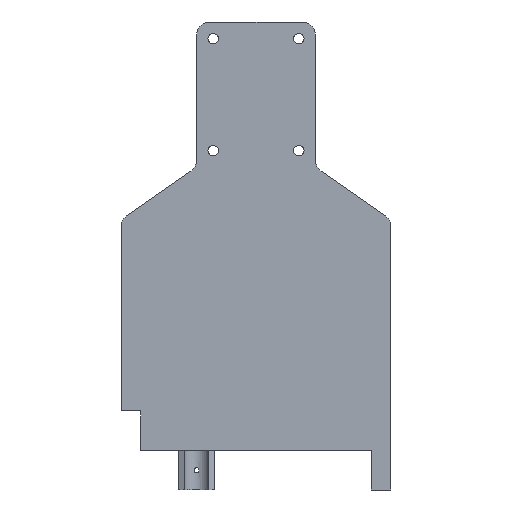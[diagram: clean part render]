
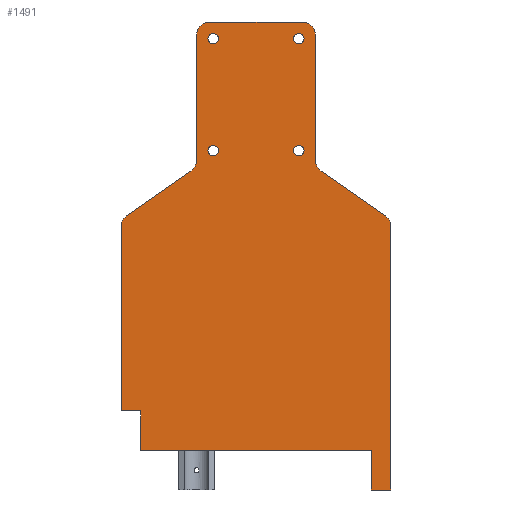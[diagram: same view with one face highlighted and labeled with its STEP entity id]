
A CAD part, front view. The second image highlights one B-rep face of the part: STEP entity #1491.
In plain terms, the highlighted planar face has unit normal (0, -1, 0).
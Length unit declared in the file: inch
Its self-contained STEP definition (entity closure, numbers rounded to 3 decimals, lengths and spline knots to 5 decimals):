
#41=PLANE('',#1638);
#79=FACE_BOUND('',#227,.T.);
#80=FACE_BOUND('',#228,.T.);
#81=FACE_BOUND('',#229,.T.);
#82=FACE_BOUND('',#230,.T.);
#137=FACE_OUTER_BOUND('',#226,.T.);
#226=EDGE_LOOP('',(#1206,#1207,#1208,#1209,#1210,#1211,#1212,#1213,#1214,
#1215,#1216,#1217,#1218,#1219,#1220,#1221,#1222,#1223));
#227=EDGE_LOOP('',(#1224));
#228=EDGE_LOOP('',(#1225));
#229=EDGE_LOOP('',(#1226));
#230=EDGE_LOOP('',(#1227));
#318=CIRCLE('',#1639,0.25);
#319=CIRCLE('',#1640,0.25);
#320=CIRCLE('',#1641,0.25);
#321=CIRCLE('',#1642,0.25);
#322=CIRCLE('',#1643,0.25);
#323=CIRCLE('',#1644,0.25);
#324=CIRCLE('',#1645,0.09843);
#325=CIRCLE('',#1646,0.09843);
#326=CIRCLE('',#1647,0.09843);
#327=CIRCLE('',#1648,0.09843);
#388=LINE('',#3029,#497);
#393=LINE('',#3043,#502);
#394=LINE('',#3047,#503);
#395=LINE('',#3051,#504);
#396=LINE('',#3055,#505);
#397=LINE('',#3059,#506);
#398=LINE('',#3063,#507);
#399=LINE('',#3067,#508);
#400=LINE('',#3069,#509);
#401=LINE('',#3071,#510);
#402=LINE('',#3072,#511);
#403=LINE('',#3073,#512);
#497=VECTOR('',#1920,0.3937);
#502=VECTOR('',#1929,0.3937);
#503=VECTOR('',#1932,0.3937);
#504=VECTOR('',#1935,0.3937);
#505=VECTOR('',#1938,0.3937);
#506=VECTOR('',#1941,0.3937);
#507=VECTOR('',#1944,0.3937);
#508=VECTOR('',#1947,0.3937);
#509=VECTOR('',#1948,0.3937);
#510=VECTOR('',#1949,0.3937);
#511=VECTOR('',#1950,0.3937);
#512=VECTOR('',#1951,0.3937);
#707=VERTEX_POINT('',#3026);
#708=VERTEX_POINT('',#3028);
#711=VERTEX_POINT('',#3041);
#712=VERTEX_POINT('',#3042);
#713=VERTEX_POINT('',#3044);
#714=VERTEX_POINT('',#3046);
#715=VERTEX_POINT('',#3048);
#716=VERTEX_POINT('',#3050);
#717=VERTEX_POINT('',#3052);
#718=VERTEX_POINT('',#3054);
#719=VERTEX_POINT('',#3056);
#720=VERTEX_POINT('',#3058);
#721=VERTEX_POINT('',#3060);
#722=VERTEX_POINT('',#3062);
#723=VERTEX_POINT('',#3064);
#724=VERTEX_POINT('',#3066);
#725=VERTEX_POINT('',#3068);
#726=VERTEX_POINT('',#3070);
#727=VERTEX_POINT('',#3074);
#728=VERTEX_POINT('',#3076);
#729=VERTEX_POINT('',#3078);
#730=VERTEX_POINT('',#3080);
#895=EDGE_CURVE('',#708,#707,#388,.T.);
#901=EDGE_CURVE('',#711,#712,#393,.T.);
#902=EDGE_CURVE('',#713,#711,#318,.T.);
#903=EDGE_CURVE('',#714,#713,#394,.T.);
#904=EDGE_CURVE('',#715,#714,#319,.T.);
#905=EDGE_CURVE('',#716,#715,#395,.T.);
#906=EDGE_CURVE('',#717,#716,#320,.T.);
#907=EDGE_CURVE('',#718,#717,#396,.T.);
#908=EDGE_CURVE('',#719,#718,#321,.T.);
#909=EDGE_CURVE('',#720,#719,#397,.T.);
#910=EDGE_CURVE('',#721,#720,#322,.T.);
#911=EDGE_CURVE('',#722,#721,#398,.T.);
#912=EDGE_CURVE('',#723,#722,#323,.T.);
#913=EDGE_CURVE('',#724,#723,#399,.T.);
#914=EDGE_CURVE('',#724,#725,#400,.T.);
#915=EDGE_CURVE('',#725,#726,#401,.T.);
#916=EDGE_CURVE('',#708,#726,#402,.T.);
#917=EDGE_CURVE('',#712,#707,#403,.T.);
#918=EDGE_CURVE('',#727,#727,#324,.T.);
#919=EDGE_CURVE('',#728,#728,#325,.T.);
#920=EDGE_CURVE('',#729,#729,#326,.T.);
#921=EDGE_CURVE('',#730,#730,#327,.T.);
#1206=ORIENTED_EDGE('',*,*,#901,.F.);
#1207=ORIENTED_EDGE('',*,*,#902,.F.);
#1208=ORIENTED_EDGE('',*,*,#903,.F.);
#1209=ORIENTED_EDGE('',*,*,#904,.F.);
#1210=ORIENTED_EDGE('',*,*,#905,.F.);
#1211=ORIENTED_EDGE('',*,*,#906,.F.);
#1212=ORIENTED_EDGE('',*,*,#907,.F.);
#1213=ORIENTED_EDGE('',*,*,#908,.F.);
#1214=ORIENTED_EDGE('',*,*,#909,.F.);
#1215=ORIENTED_EDGE('',*,*,#910,.F.);
#1216=ORIENTED_EDGE('',*,*,#911,.F.);
#1217=ORIENTED_EDGE('',*,*,#912,.F.);
#1218=ORIENTED_EDGE('',*,*,#913,.F.);
#1219=ORIENTED_EDGE('',*,*,#914,.T.);
#1220=ORIENTED_EDGE('',*,*,#915,.T.);
#1221=ORIENTED_EDGE('',*,*,#916,.F.);
#1222=ORIENTED_EDGE('',*,*,#895,.T.);
#1223=ORIENTED_EDGE('',*,*,#917,.F.);
#1224=ORIENTED_EDGE('',*,*,#918,.T.);
#1225=ORIENTED_EDGE('',*,*,#919,.T.);
#1226=ORIENTED_EDGE('',*,*,#920,.T.);
#1227=ORIENTED_EDGE('',*,*,#921,.T.);
#1491=ADVANCED_FACE('',(#137,#79,#80,#81,#82),#41,.F.);
#1638=AXIS2_PLACEMENT_3D('',#3040,#1927,#1928);
#1639=AXIS2_PLACEMENT_3D('',#3045,#1930,#1931);
#1640=AXIS2_PLACEMENT_3D('',#3049,#1933,#1934);
#1641=AXIS2_PLACEMENT_3D('',#3053,#1936,#1937);
#1642=AXIS2_PLACEMENT_3D('',#3057,#1939,#1940);
#1643=AXIS2_PLACEMENT_3D('',#3061,#1942,#1943);
#1644=AXIS2_PLACEMENT_3D('',#3065,#1945,#1946);
#1645=AXIS2_PLACEMENT_3D('',#3075,#1952,#1953);
#1646=AXIS2_PLACEMENT_3D('',#3077,#1954,#1955);
#1647=AXIS2_PLACEMENT_3D('',#3079,#1956,#1957);
#1648=AXIS2_PLACEMENT_3D('',#3081,#1958,#1959);
#1920=DIRECTION('',(0.,0.,-1.));
#1927=DIRECTION('center_axis',(0.,1.,0.));
#1928=DIRECTION('ref_axis',(0.,0.,1.));
#1929=DIRECTION('',(0.,0.,-1.));
#1930=DIRECTION('center_axis',(0.,1.,0.));
#1931=DIRECTION('ref_axis',(0.887,0.,0.462));
#1932=DIRECTION('',(0.82,0.,-0.573));
#1933=DIRECTION('center_axis',(0.,-1.,0.));
#1934=DIRECTION('ref_axis',(-0.887,0.,-0.462));
#1935=DIRECTION('',(0.,0.,-1.));
#1936=DIRECTION('center_axis',(0.,1.,0.));
#1937=DIRECTION('ref_axis',(0.707,0.,0.707));
#1938=DIRECTION('',(1.,0.,0.));
#1939=DIRECTION('center_axis',(0.,1.,0.));
#1940=DIRECTION('ref_axis',(-0.707,0.,0.707));
#1941=DIRECTION('',(0.,0.,1.));
#1942=DIRECTION('center_axis',(0.,-1.,0.));
#1943=DIRECTION('ref_axis',(0.887,0.,-0.462));
#1944=DIRECTION('',(0.82,0.,0.573));
#1945=DIRECTION('center_axis',(0.,1.,0.));
#1946=DIRECTION('ref_axis',(-0.887,0.,0.462));
#1947=DIRECTION('',(0.,0.,1.));
#1948=DIRECTION('',(1.,0.,0.));
#1949=DIRECTION('',(0.,0.,-1.));
#1950=DIRECTION('',(-1.,0.,0.));
#1951=DIRECTION('',(-1.,0.,0.));
#1952=DIRECTION('center_axis',(0.,1.,0.));
#1953=DIRECTION('ref_axis',(-1.,0.,0.));
#1954=DIRECTION('center_axis',(0.,1.,0.));
#1955=DIRECTION('ref_axis',(-1.,0.,0.));
#1956=DIRECTION('center_axis',(0.,1.,0.));
#1957=DIRECTION('ref_axis',(-1.,0.,0.));
#1958=DIRECTION('center_axis',(0.,1.,0.));
#1959=DIRECTION('ref_axis',(-1.,0.,0.));
#3026=CARTESIAN_POINT('',(2.18406,0.,-0.75));
#3028=CARTESIAN_POINT('',(2.18406,0.,0.));
#3029=CARTESIAN_POINT('',(2.18406,0.,0.));
#3040=CARTESIAN_POINT('Origin',(0.,0.,6.7525));
#3041=CARTESIAN_POINT('',(2.55906,0.,4.24472));
#3042=CARTESIAN_POINT('',(2.55906,0.,-0.75));
#3043=CARTESIAN_POINT('',(2.55906,0.,4.37504));
#3044=CARTESIAN_POINT('',(2.45222,0.,4.44967));
#3045=CARTESIAN_POINT('Origin',(2.30906,0.,4.24472));
#3046=CARTESIAN_POINT('',(1.2343,0.,5.30041));
#3047=CARTESIAN_POINT('',(1.12746,0.,5.37504));
#3048=CARTESIAN_POINT('',(1.12746,0.,5.50536));
#3049=CARTESIAN_POINT('Origin',(1.37746,0.,5.50536));
#3050=CARTESIAN_POINT('',(1.12746,0.,7.87996));
#3051=CARTESIAN_POINT('',(1.12746,0.,8.12996));
#3052=CARTESIAN_POINT('',(0.87746,0.,8.12996));
#3053=CARTESIAN_POINT('Origin',(0.87746,0.,7.87996));
#3054=CARTESIAN_POINT('',(-0.87746,0.,8.12996));
#3055=CARTESIAN_POINT('',(-1.12746,0.,8.12996));
#3056=CARTESIAN_POINT('',(-1.12746,0.,7.87996));
#3057=CARTESIAN_POINT('Origin',(-0.87746,0.,7.87996));
#3058=CARTESIAN_POINT('',(-1.12746,0.,5.50536));
#3059=CARTESIAN_POINT('',(-1.12746,0.,5.37504));
#3060=CARTESIAN_POINT('',(-1.2343,0.,5.30041));
#3061=CARTESIAN_POINT('Origin',(-1.37746,0.,5.50536));
#3062=CARTESIAN_POINT('',(-2.45222,0.,4.44967));
#3063=CARTESIAN_POINT('',(-2.55906,0.,4.37504));
#3064=CARTESIAN_POINT('',(-2.55906,0.,4.24472));
#3065=CARTESIAN_POINT('Origin',(-2.30906,0.,4.24472));
#3066=CARTESIAN_POINT('',(-2.55906,0.,0.75));
#3067=CARTESIAN_POINT('',(-2.55906,0.,0.));
#3068=CARTESIAN_POINT('',(-2.18406,0.,0.75));
#3069=CARTESIAN_POINT('',(-1.18578,0.,0.75));
#3070=CARTESIAN_POINT('',(-2.18406,0.,0.));
#3071=CARTESIAN_POINT('',(-2.18406,0.,3.37625));
#3072=CARTESIAN_POINT('',(2.55906,0.,0.));
#3073=CARTESIAN_POINT('',(2.55906,0.,-0.75));
#3074=CARTESIAN_POINT('',(0.91093,0.,7.815));
#3075=CARTESIAN_POINT('Origin',(0.8125,0.,7.815));
#3076=CARTESIAN_POINT('',(0.91093,0.,5.69));
#3077=CARTESIAN_POINT('Origin',(0.8125,0.,5.69));
#3078=CARTESIAN_POINT('',(-0.71407,0.,7.815));
#3079=CARTESIAN_POINT('Origin',(-0.8125,0.,7.815));
#3080=CARTESIAN_POINT('',(-0.71407,0.,5.69));
#3081=CARTESIAN_POINT('Origin',(-0.8125,0.,5.69));
